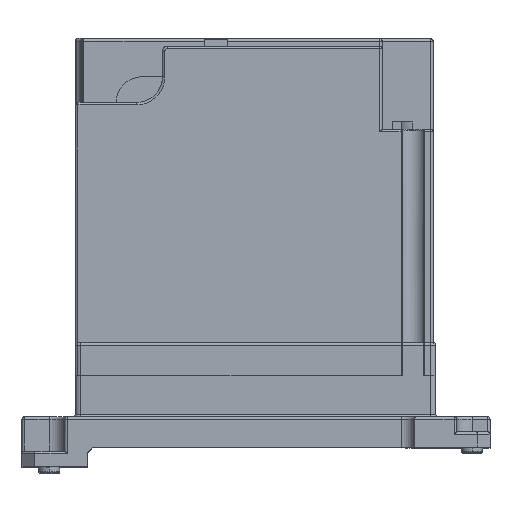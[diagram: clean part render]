
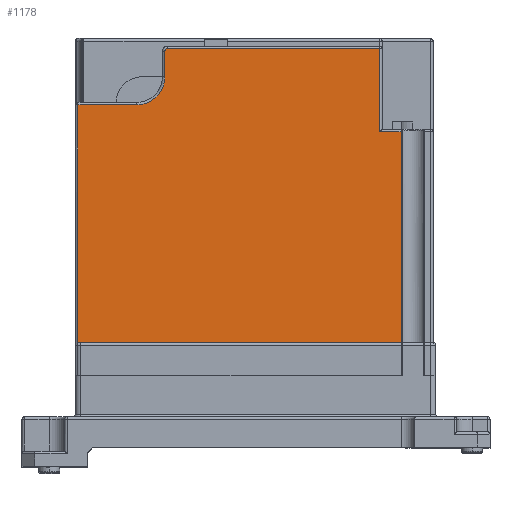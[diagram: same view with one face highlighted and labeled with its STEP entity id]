
A CAD part, top view. The second image highlights one B-rep face of the part: STEP entity #1178.
In plain terms, the highlighted planar face has unit normal (0, 0, 1).
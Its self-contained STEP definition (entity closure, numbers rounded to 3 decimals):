
#501=PLANE('',#12327);
#1178=ADVANCED_FACE('',(#1923),#501,.T.);
#1923=FACE_OUTER_BOUND('',#2574,.T.);
#2574=EDGE_LOOP('',(#7868,#7869,#7870,#7871,#7872,#7873,#7874,#7875,#7876,
#7877));
#3483=LINE('',#18667,#4684);
#3562=LINE('',#18916,#4763);
#3572=LINE('',#18963,#4773);
#3573=LINE('',#18967,#4774);
#3679=LINE('',#19340,#4880);
#3684=LINE('',#19462,#4885);
#3763=LINE('',#20098,#4964);
#3766=LINE('',#20105,#4967);
#4684=VECTOR('',#14538,1.);
#4763=VECTOR('',#14767,1.);
#4773=VECTOR('',#14799,1.);
#4774=VECTOR('',#14804,1.);
#4880=VECTOR('',#15062,1.);
#4885=VECTOR('',#15093,1.);
#4964=VECTOR('',#15320,1.);
#4967=VECTOR('',#15331,1.);
#7868=ORIENTED_EDGE('',*,*,#10744,.T.);
#7869=ORIENTED_EDGE('',*,*,#10590,.F.);
#7870=ORIENTED_EDGE('',*,*,#10588,.F.);
#7871=ORIENTED_EDGE('',*,*,#10896,.F.);
#7872=ORIENTED_EDGE('',*,*,#10572,.F.);
#7873=ORIENTED_EDGE('',*,*,#10570,.F.);
#7874=ORIENTED_EDGE('',*,*,#10897,.F.);
#7875=ORIENTED_EDGE('',*,*,#10759,.T.);
#7876=ORIENTED_EDGE('',*,*,#10450,.T.);
#7877=ORIENTED_EDGE('',*,*,#10893,.T.);
#8963=VERTEX_POINT('',#18666);
#8964=VERTEX_POINT('',#18668);
#9053=VERTEX_POINT('',#18911);
#9054=VERTEX_POINT('',#18913);
#9055=VERTEX_POINT('',#18917);
#9064=VERTEX_POINT('',#18962);
#9065=VERTEX_POINT('',#18964);
#9066=VERTEX_POINT('',#18968);
#9179=VERTEX_POINT('',#19341);
#9187=VERTEX_POINT('',#19463);
#10450=EDGE_CURVE('',#8964,#8963,#3483,.T.);
#10570=EDGE_CURVE('',#9053,#9054,#11317,.T.);
#10572=EDGE_CURVE('',#9054,#9055,#3562,.T.);
#10588=EDGE_CURVE('',#9064,#9065,#3572,.T.);
#10590=EDGE_CURVE('',#9065,#9066,#3573,.T.);
#10744=EDGE_CURVE('',#9179,#9066,#3679,.T.);
#10759=EDGE_CURVE('',#9187,#8964,#3684,.T.);
#10893=EDGE_CURVE('',#8963,#9179,#3763,.T.);
#10896=EDGE_CURVE('',#9055,#9064,#11400,.T.);
#10897=EDGE_CURVE('',#9187,#9053,#3766,.T.);
#11317=CIRCLE('',#12144,11.);
#11400=CIRCLE('',#12326,1.);
#12144=AXIS2_PLACEMENT_3D('',#18912,#14761,#14762);
#12326=AXIS2_PLACEMENT_3D('',#20104,#15329,#15330);
#12327=AXIS2_PLACEMENT_3D('',#20106,#15332,#15333);
#14538=DIRECTION('',(1.,0.,0.));
#14761=DIRECTION('',(0.,0.,1.));
#14762=DIRECTION('',(0.,-1.,0.));
#14767=DIRECTION('',(0.,1.,0.));
#14799=DIRECTION('',(1.,0.,0.));
#14804=DIRECTION('',(0.,-1.,0.));
#15062=DIRECTION('',(-1.,0.,0.));
#15093=DIRECTION('',(0.,-1.,0.));
#15320=DIRECTION('',(0.,1.,0.));
#15329=DIRECTION('',(0.,0.,-1.));
#15330=DIRECTION('',(-1.,0.,0.));
#15331=DIRECTION('',(1.,0.,0.));
#15332=DIRECTION('',(0.,0.,1.));
#15333=DIRECTION('',(1.,0.,0.));
#18666=CARTESIAN_POINT('',(56.49,119.2,65.));
#18667=CARTESIAN_POINT('',(-69.9,119.2,65.));
#18668=CARTESIAN_POINT('',(-69.9,119.2,65.));
#18911=CARTESIAN_POINT('',(-46.9,225.2,65.));
#18912=CARTESIAN_POINT('',(-46.9,236.2,65.));
#18913=CARTESIAN_POINT('',(-35.9,236.2,65.));
#18916=CARTESIAN_POINT('',(-35.9,236.2,65.));
#18917=CARTESIAN_POINT('',(-35.9,246.2,65.));
#18962=CARTESIAN_POINT('',(-34.9,247.2,65.));
#18963=CARTESIAN_POINT('',(-34.9,247.2,65.));
#18964=CARTESIAN_POINT('',(48.1,247.2,65.));
#18967=CARTESIAN_POINT('',(48.1,247.2,65.));
#18968=CARTESIAN_POINT('',(48.1,214.7,65.));
#19340=CARTESIAN_POINT('',(56.49,214.7,65.));
#19341=CARTESIAN_POINT('',(56.49,214.7,65.));
#19462=CARTESIAN_POINT('',(-69.9,225.2,65.));
#19463=CARTESIAN_POINT('',(-69.9,225.2,65.));
#20098=CARTESIAN_POINT('',(56.49,119.2,65.));
#20104=CARTESIAN_POINT('',(-34.9,246.2,65.));
#20105=CARTESIAN_POINT('',(-69.9,225.2,65.));
#20106=CARTESIAN_POINT('',(-70.9,119.2,65.));
